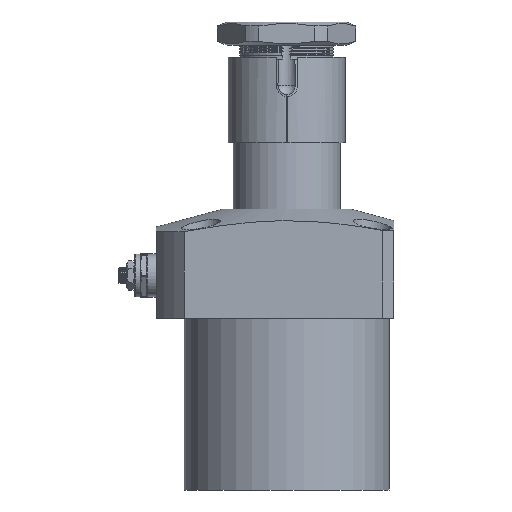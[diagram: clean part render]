
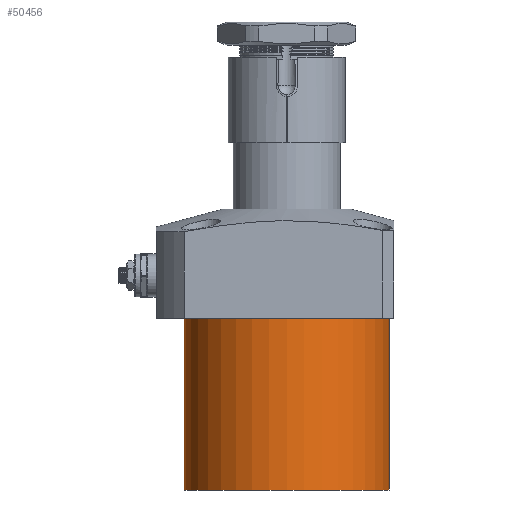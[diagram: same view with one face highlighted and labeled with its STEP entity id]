
A CAD part, front view. The second image highlights one B-rep face of the part: STEP entity #50456.
In plain terms, the highlighted cylindrical face has radius 52.5 mm (diameter 105 mm), a partial arc.
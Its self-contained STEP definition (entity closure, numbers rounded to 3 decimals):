
#329 = DIRECTION ( 'NONE',  ( 0., 0., 1. ) ) ;
#1354 = CIRCLE ( 'NONE', #23165, 52.5 ) ;
#3293 = EDGE_CURVE ( 'NONE', #71767, #73726, #53974, .T. ) ;
#4375 = DIRECTION ( 'NONE',  ( 0., 0., 1. ) ) ;
#4496 = CYLINDRICAL_SURFACE ( 'NONE', #28032, 52.5 ) ;
#9181 = CIRCLE ( 'NONE', #73092, 52.5 ) ;
#9586 = VECTOR ( 'NONE', #4375, 1000. ) ;
#13972 = CARTESIAN_POINT ( 'NONE',  ( -52.5, 0., 0. ) ) ;
#18024 = ORIENTED_EDGE ( 'NONE', *, *, #46926, .F. ) ;
#18382 = CARTESIAN_POINT ( 'NONE',  ( 52.5, 0., -88. ) ) ;
#18871 = LINE ( 'NONE', #27375, #9586 ) ;
#19504 = CARTESIAN_POINT ( 'NONE',  ( 0., 0., -88. ) ) ;
#22127 = CARTESIAN_POINT ( 'NONE',  ( 0., 0., -88. ) ) ;
#23165 = AXIS2_PLACEMENT_3D ( 'NONE', #45598, #33406, #57739 ) ;
#26273 = VERTEX_POINT ( 'NONE', #13972 ) ;
#27375 = CARTESIAN_POINT ( 'NONE',  ( -52.5, 0., -88. ) ) ;
#28032 = AXIS2_PLACEMENT_3D ( 'NONE', #22127, #45977, #41474 ) ;
#32938 = ORIENTED_EDGE ( 'NONE', *, *, #61601, .F. ) ;
#33406 = DIRECTION ( 'NONE',  ( 0., 0., -1. ) ) ;
#34547 = VECTOR ( 'NONE', #329, 1000. ) ;
#37271 = CARTESIAN_POINT ( 'NONE',  ( 52.5, 0., 0. ) ) ;
#38475 = EDGE_LOOP ( 'NONE', ( #32938, #18024, #46502, #73623 ) ) ;
#41004 = CARTESIAN_POINT ( 'NONE',  ( 52.5, 0., -88. ) ) ;
#41474 = DIRECTION ( 'NONE',  ( 1., 0., 0. ) ) ;
#42031 = CARTESIAN_POINT ( 'NONE',  ( -52.5, 0., -88. ) ) ;
#43684 = VERTEX_POINT ( 'NONE', #42031 ) ;
#45598 = CARTESIAN_POINT ( 'NONE',  ( 0., 0., 0. ) ) ;
#45977 = DIRECTION ( 'NONE',  ( 0., 0., 1. ) ) ;
#46502 = ORIENTED_EDGE ( 'NONE', *, *, #3293, .T. ) ;
#46926 = EDGE_CURVE ( 'NONE', #71767, #43684, #9181, .T. ) ;
#48776 = DIRECTION ( 'NONE',  ( -1., 0., 0. ) ) ;
#50456 = ADVANCED_FACE ( 'NONE', ( #58190 ), #4496, .T. ) ;
#53974 = LINE ( 'NONE', #41004, #34547 ) ;
#54450 = DIRECTION ( 'NONE',  ( 0., 0., -1. ) ) ;
#57739 = DIRECTION ( 'NONE',  ( 1., 0., 0. ) ) ;
#58190 = FACE_OUTER_BOUND ( 'NONE', #38475, .T. ) ;
#60245 = EDGE_CURVE ( 'NONE', #73726, #26273, #1354, .T. ) ;
#61601 = EDGE_CURVE ( 'NONE', #43684, #26273, #18871, .T. ) ;
#71767 = VERTEX_POINT ( 'NONE', #18382 ) ;
#73092 = AXIS2_PLACEMENT_3D ( 'NONE', #19504, #54450, #48776 ) ;
#73623 = ORIENTED_EDGE ( 'NONE', *, *, #60245, .T. ) ;
#73726 = VERTEX_POINT ( 'NONE', #37271 ) ;
